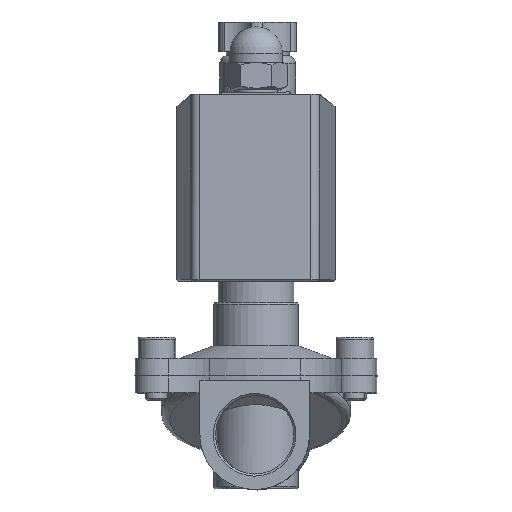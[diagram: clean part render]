
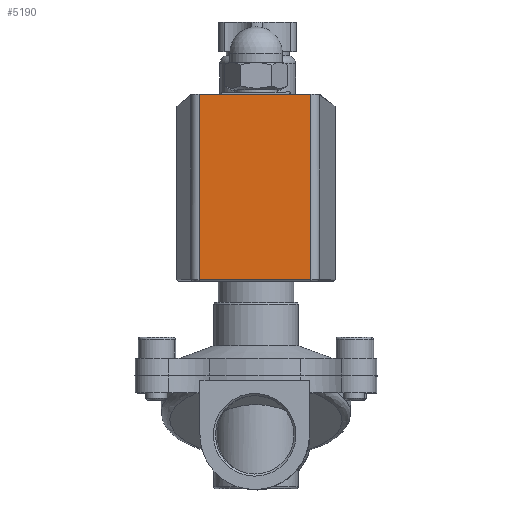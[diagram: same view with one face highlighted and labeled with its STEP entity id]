
A CAD part, top view. The second image highlights one B-rep face of the part: STEP entity #5190.
In plain terms, the highlighted face is planar.
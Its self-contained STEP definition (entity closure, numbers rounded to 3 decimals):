
#223=PLANE('',#5792);
#784=FACE_OUTER_BOUND('',#1109,.T.);
#1109=EDGE_LOOP('',(#4373,#4374,#4375,#4376));
#1482=LINE('',#9152,#1813);
#1504=LINE('',#9259,#1835);
#1510=LINE('',#9274,#1841);
#1576=LINE('',#9863,#1907);
#1813=VECTOR('',#6693,10.);
#1835=VECTOR('',#6831,10.);
#1841=VECTOR('',#6845,10.);
#1907=VECTOR('',#7131,10.);
#2251=VERTEX_POINT('',#9146);
#2252=VERTEX_POINT('',#9150);
#2279=VERTEX_POINT('',#9257);
#2284=VERTEX_POINT('',#9273);
#2857=EDGE_CURVE('',#2252,#2251,#1482,.T.);
#2910=EDGE_CURVE('',#2279,#2252,#1504,.T.);
#2917=EDGE_CURVE('',#2251,#2284,#1510,.T.);
#3061=EDGE_CURVE('',#2284,#2279,#1576,.T.);
#4373=ORIENTED_EDGE('',*,*,#2857,.F.);
#4374=ORIENTED_EDGE('',*,*,#2910,.F.);
#4375=ORIENTED_EDGE('',*,*,#3061,.F.);
#4376=ORIENTED_EDGE('',*,*,#2917,.F.);
#5190=ADVANCED_FACE('',(#784),#223,.T.);
#5792=AXIS2_PLACEMENT_3D('',#9870,#7139,#7140);
#6693=DIRECTION('',(-1.,0.,0.));
#6831=DIRECTION('',(0.,-1.,0.));
#6845=DIRECTION('',(0.,1.,0.));
#7131=DIRECTION('',(1.,0.,0.));
#7139=DIRECTION('center_axis',(0.,0.,1.));
#7140=DIRECTION('ref_axis',(1.,0.,0.));
#9146=CARTESIAN_POINT('',(-13.282,37.,58.));
#9150=CARTESIAN_POINT('',(13.282,37.,58.));
#9152=CARTESIAN_POINT('',(-7.5,37.,58.));
#9257=CARTESIAN_POINT('',(13.282,81.,58.));
#9259=CARTESIAN_POINT('',(13.282,36.5,58.));
#9273=CARTESIAN_POINT('',(-13.282,81.,58.));
#9274=CARTESIAN_POINT('',(-13.282,36.5,58.));
#9863=CARTESIAN_POINT('',(-15.,81.,58.));
#9870=CARTESIAN_POINT('Origin',(-15.,36.5,58.));
